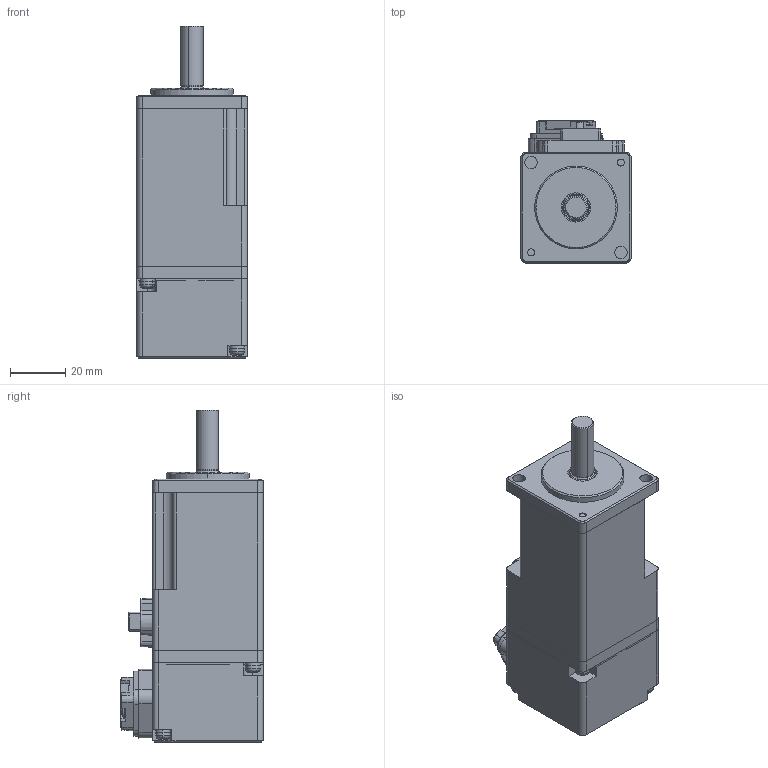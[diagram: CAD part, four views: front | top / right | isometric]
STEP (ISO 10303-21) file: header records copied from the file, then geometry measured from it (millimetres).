
FILE_DESCRIPTION (( 'STEP AP214' ), '1' );
FILE_NAME ('APMC-FAL01AM8N.STEP', '2018-10-12T02:23:25', ( '' ), ( '' ), 'SwSTEP 2.0', 'SolidWorks 2011', '' );
FILE_SCHEMA (( 'AUTOMOTIVE_DESIGN' ));
Length unit declared in the file: millimetre
Products named in the file (1): APMC-FAL01AM8N
Bounding box: 40 x 51.5 x 120.2 mm (x, y, z)
Volume: 155421.6 mm3; surface area: 42633.4 mm2
Topology: 28 solids, 28 shells, 1359 faces, 3575 edges, 2321 vertices
Faces by surface type: plane 906, cylinder 287, bspline 101, cone 45, torus 20
Entity records: 60931 total; most frequent: CARTESIAN_POINT 12634, ORIENTED_EDGE 7146, DIRECTION 6324, EDGE_CURVE 3573, LINE 2518, VECTOR 2518, VERTEX_POINT 2321, AXIS2_PLACEMENT_3D 1903
